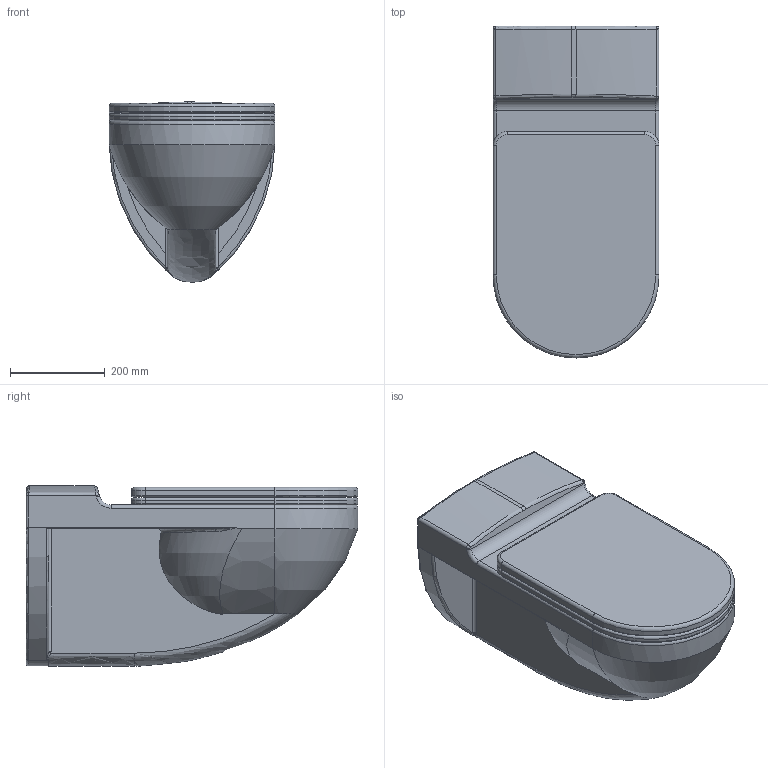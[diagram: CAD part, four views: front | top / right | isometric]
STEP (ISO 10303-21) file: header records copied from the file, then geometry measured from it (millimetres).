
FILE_DESCRIPTION((''),'2;1');
FILE_NAME('019009.stp','2008-01-16T12:31:41',('Huebner'),(''),'Autodesk Inventor 11','Autodesk Inventor 11','');
FILE_SCHEMA(('AUTOMOTIVE_DESIGN { 1 0 10303 214 1 1 1 1 }'));
Length unit declared in the file: millimetre
Products named in the file (4): 19009; Deckel_oben; Deckel_Unten
Assembly tree (3 placements, depth 2):
  19009
    19009
    Deckel_oben
    Deckel_Unten
Bounding box: 350 x 700 x 380 mm (x, y, z)
Volume: 30979026.2 mm3; surface area: 1755451.9 mm2
Topology: 3 solids, 5 shells, 260 faces, 647 edges, 397 vertices
Faces by surface type: cylinder 90, plane 69, bspline 65, torus 34, sphere 2
Full cylindrical faces by diameter (mm): 12 x2, 15 x4, 21 x6, 55 x1, 62 x1, 75 x1, 88 x1, 102 x1
Entity records: 15685 total; most frequent: CARTESIAN_POINT 9830, ORIENTED_EDGE 1218, DIRECTION 1142, EDGE_CURVE 609, AXIS2_PLACEMENT_3D 477, VERTEX_POINT 394, EDGE_LOOP 311, CIRCLE 271
